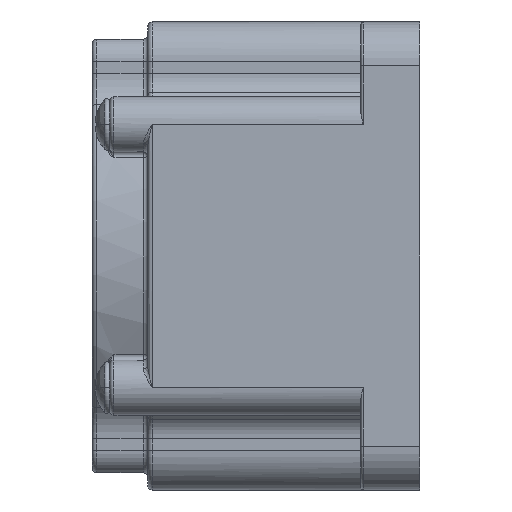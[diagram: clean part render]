
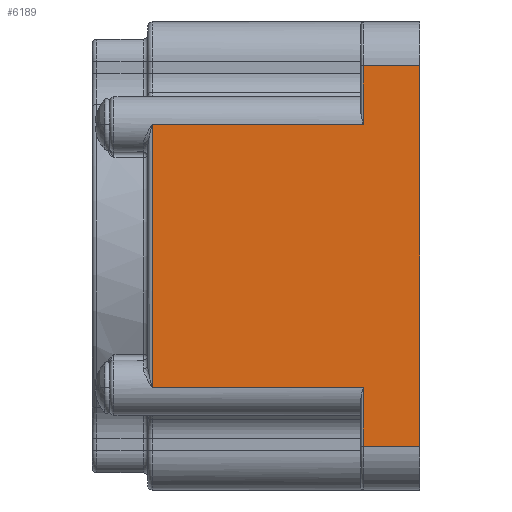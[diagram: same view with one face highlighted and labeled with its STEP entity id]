
A CAD part, left-side view. The second image highlights one B-rep face of the part: STEP entity #6189.
In plain terms, the highlighted planar face has unit normal (-1, 0, 0).
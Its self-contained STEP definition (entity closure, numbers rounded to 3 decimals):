
#418=DIRECTION('',(0.,1.,0.));
#419=VECTOR('',#418,36.47);
#420=CARTESIAN_POINT('',(-40.07,9.76,22.735));
#421=LINE('',#420,#419);
#478=DIRECTION('',(0.,1.,0.));
#479=VECTOR('',#478,36.47);
#480=CARTESIAN_POINT('',(-40.07,9.76,-22.735));
#481=LINE('',#480,#479);
#482=DIRECTION('',(0.,0.,1.));
#483=VECTOR('',#482,10.119);
#484=CARTESIAN_POINT('',(-40.07,9.76,22.735));
#485=LINE('',#484,#483);
#486=DIRECTION('',(0.,0.,-1.));
#487=VECTOR('',#486,65.709);
#488=CARTESIAN_POINT('',(-40.07,0.,32.854));
#489=LINE('',#488,#487);
#490=DIRECTION('',(0.,1.,0.));
#491=VECTOR('',#490,9.76);
#492=CARTESIAN_POINT('',(-40.07,0.,-32.854));
#493=LINE('',#492,#491);
#494=DIRECTION('',(0.,0.,1.));
#495=VECTOR('',#494,10.119);
#496=CARTESIAN_POINT('',(-40.07,9.76,-32.854));
#497=LINE('',#496,#495);
#539=CARTESIAN_POINT('',(-40.07,46.23,-22.735));
#1899=CARTESIAN_POINT('',(-40.07,46.23,22.735));
#1901=DIRECTION('',(0.,0.,-1.));
#1902=VECTOR('',#1901,45.47);
#1903=CARTESIAN_POINT('',(-40.07,46.23,22.735));
#1904=LINE('',#1903,#1902);
#3597=DIRECTION('',(0.,1.,0.));
#3598=VECTOR('',#3597,9.76);
#3599=CARTESIAN_POINT('',(-40.07,0.,32.854));
#3600=LINE('',#3599,#3598);
#4692=CARTESIAN_POINT('',(-40.07,0.,32.854));
#4694=VERTEX_POINT('',#4692);
#4705=CARTESIAN_POINT('',(-40.07,0.,-32.854));
#4707=VERTEX_POINT('',#4705);
#5058=CARTESIAN_POINT('',(-40.07,9.76,32.854));
#5059=VERTEX_POINT('',#5058);
#5062=CARTESIAN_POINT('',(-40.07,9.76,22.735));
#5063=VERTEX_POINT('',#5062);
#5068=CARTESIAN_POINT('',(-40.07,9.76,-32.854));
#5069=CARTESIAN_POINT('',(-40.07,9.76,-22.735));
#5070=VERTEX_POINT('',#5068);
#5071=VERTEX_POINT('',#5069);
#5365=VERTEX_POINT('',#1899);
#5383=VERTEX_POINT('',#539);
#6168=CARTESIAN_POINT('',(-40.07,0.,-32.854));
#6169=DIRECTION('',(-1.,0.,0.));
#6170=DIRECTION('',(0.,0.,1.));
#6171=AXIS2_PLACEMENT_3D('',#6168,#6169,#6170);
#6172=PLANE('',#6171);
#6174=ORIENTED_EDGE('',*,*,#6173,.T.);
#6176=ORIENTED_EDGE('',*,*,#6175,.F.);
#6177=ORIENTED_EDGE('',*,*,#6144,.F.);
#6179=ORIENTED_EDGE('',*,*,#6178,.T.);
#6181=ORIENTED_EDGE('',*,*,#6180,.F.);
#6182=ORIENTED_EDGE('',*,*,#5797,.T.);
#6184=ORIENTED_EDGE('',*,*,#6183,.T.);
#6186=ORIENTED_EDGE('',*,*,#6185,.T.);
#6187=EDGE_LOOP('',(#6174,#6176,#6177,#6179,#6181,#6182,#6184,#6186));
#6188=FACE_OUTER_BOUND('',#6187,.F.);
#6189=ADVANCED_FACE('',(#6188),#6172,.T.);
#5797=EDGE_CURVE('',#4694,#4707,#489,.T.);
#6144=EDGE_CURVE('',#5063,#5365,#421,.T.);
#6173=EDGE_CURVE('',#5071,#5383,#481,.T.);
#6175=EDGE_CURVE('',#5365,#5383,#1904,.T.);
#6178=EDGE_CURVE('',#5063,#5059,#485,.T.);
#6180=EDGE_CURVE('',#4694,#5059,#3600,.T.);
#6183=EDGE_CURVE('',#4707,#5070,#493,.T.);
#6185=EDGE_CURVE('',#5070,#5071,#497,.T.);
